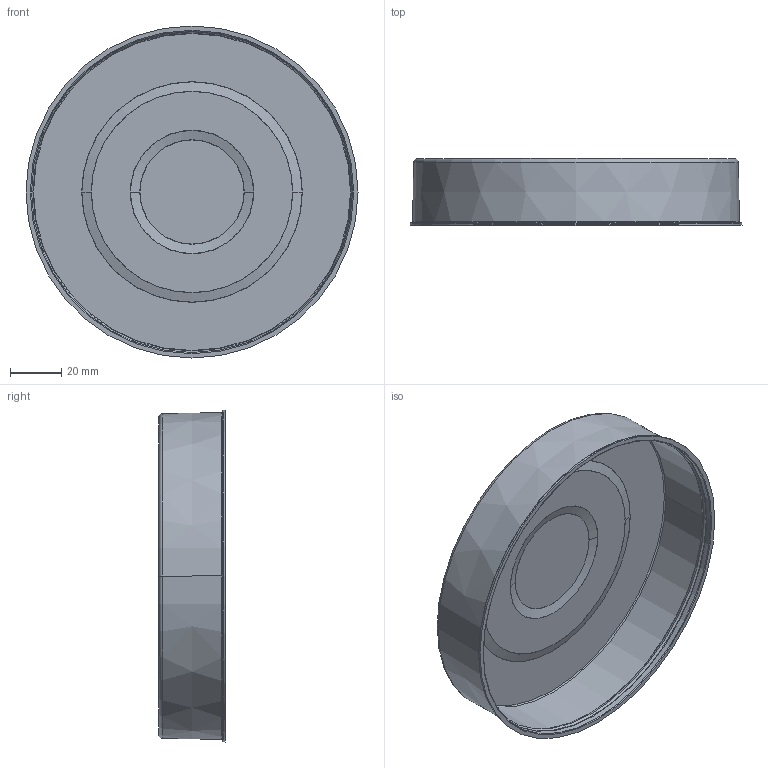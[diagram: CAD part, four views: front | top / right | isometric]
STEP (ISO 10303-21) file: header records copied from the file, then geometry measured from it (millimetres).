
FILE_DESCRIPTION (( 'STEP AP203' ), '1' );
FILE_NAME ('烂扰 060.01.001 青汶篪赅 125.STEP', '2024-09-13T06:35:02', ( '' ), ( '' ), 'SwSTEP 2.0', 'SolidWorks 2022', '' );
FILE_SCHEMA (( 'CONFIG_CONTROL_DESIGN' ));
Length unit declared in the file: millimetre
Products named in the file (1): АГИЕ 060.01.001 Заглушка 125
Bounding box: 129.87 x 26 x 129.87 mm (x, y, z)
Volume: 23169.9 mm3; surface area: 46184.6 mm2
Topology: 1 solids, 1 shells, 196 faces, 486 edges, 312 vertices
Faces by surface type: plane 106, bspline 36, torus 34, cone 16, cylinder 4
Entity records: 7489 total; most frequent: CARTESIAN_POINT 2911, ORIENTED_EDGE 972, DIRECTION 842, EDGE_CURVE 486, VERTEX_POINT 312, VECTOR 308, LINE 308, AXIS2_PLACEMENT_3D 267
